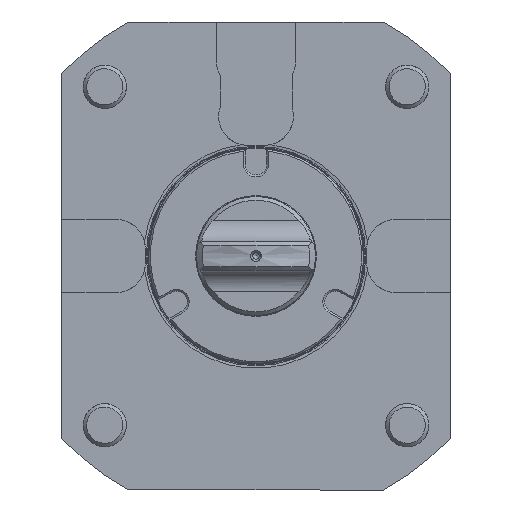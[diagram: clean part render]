
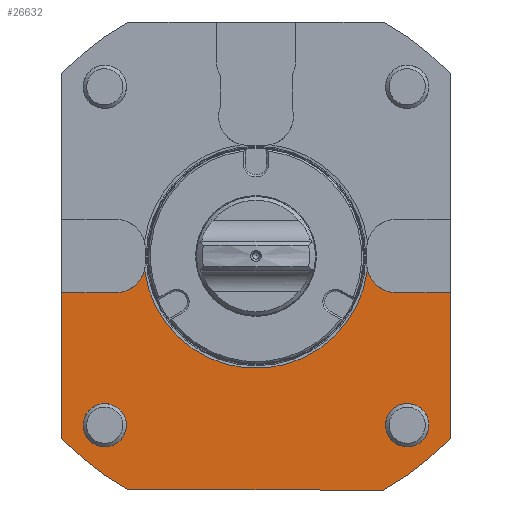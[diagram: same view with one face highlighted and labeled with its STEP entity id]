
A CAD part, front view. The second image highlights one B-rep face of the part: STEP entity #26632.
In plain terms, the highlighted planar face has unit normal (0, -1, 0).
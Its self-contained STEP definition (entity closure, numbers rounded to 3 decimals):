
#28 = DIRECTION ( 'NONE',  ( 0., -1., 0. ) ) ;
#107 = ORIENTED_EDGE ( 'NONE', *, *, #7469, .F. ) ;
#325 = CARTESIAN_POINT ( 'NONE',  ( 38.75, 0., -10.15 ) ) ;
#573 = VERTEX_POINT ( 'NONE', #7458 ) ;
#966 = DIRECTION ( 'NONE',  ( -1., 0., 0. ) ) ;
#1127 = VERTEX_POINT ( 'NONE', #12173 ) ;
#1197 = FACE_BOUND ( 'NONE', #1574, .T. ) ;
#1236 = CARTESIAN_POINT ( 'NONE',  ( 38.75, 0., -2.15 ) ) ;
#1277 = AXIS2_PLACEMENT_3D ( 'NONE', #16799, #12321, #16229 ) ;
#1333 = DIRECTION ( 'NONE',  ( 0., 0., 1. ) ) ;
#1473 = CARTESIAN_POINT ( 'NONE',  ( 0., 0., 0. ) ) ;
#1574 = EDGE_LOOP ( 'NONE', ( #25059 ) ) ;
#1605 = CARTESIAN_POINT ( 'NONE',  ( -35.369, 0., -65. ) ) ;
#1700 = AXIS2_PLACEMENT_3D ( 'NONE', #1473, #3280, #1333 ) ;
#1949 = DIRECTION ( 'NONE',  ( 1., 0., 0. ) ) ;
#2271 = VECTOR ( 'NONE', #22219, 1000. ) ;
#2301 = CARTESIAN_POINT ( 'NONE',  ( 54., 0., 0. ) ) ;
#2442 = DIRECTION ( 'NONE',  ( 0., 0., 1. ) ) ;
#2459 = LINE ( 'NONE', #27200, #23941 ) ;
#3280 = DIRECTION ( 'NONE',  ( 0., -1., 0. ) ) ;
#3318 = VERTEX_POINT ( 'NONE', #18679 ) ;
#3382 = CIRCLE ( 'NONE', #12657, 6. ) ;
#3661 = EDGE_LOOP ( 'NONE', ( #19496 ) ) ;
#4250 = EDGE_CURVE ( 'NONE', #16761, #3318, #2459, .T. ) ;
#4439 = AXIS2_PLACEMENT_3D ( 'NONE', #20907, #25383, #27321 ) ;
#5067 = CARTESIAN_POINT ( 'NONE',  ( 0., 0., 0. ) ) ;
#5068 = FACE_BOUND ( 'NONE', #3661, .T. ) ;
#6104 = LINE ( 'NONE', #16225, #23234 ) ;
#6778 = DIRECTION ( 'NONE',  ( 0., -1., 0. ) ) ;
#6892 = VERTEX_POINT ( 'NONE', #23141 ) ;
#6920 = EDGE_CURVE ( 'NONE', #11052, #13292, #21316, .T. ) ;
#7077 = CARTESIAN_POINT ( 'NONE',  ( -38.75, 0., -10.15 ) ) ;
#7458 = CARTESIAN_POINT ( 'NONE',  ( 30.951, 0., -3.933 ) ) ;
#7469 = EDGE_CURVE ( 'NONE', #23708, #573, #22173, .T. ) ;
#7690 = DIRECTION ( 'NONE',  ( 0., 0., 1. ) ) ;
#7974 = CIRCLE ( 'NONE', #23523, 8. ) ;
#8110 = EDGE_CURVE ( 'NONE', #573, #9303, #7974, .T. ) ;
#8352 = AXIS2_PLACEMENT_3D ( 'NONE', #5067, #28, #26068 ) ;
#8366 = CARTESIAN_POINT ( 'NONE',  ( -30.951, 0., -3.933 ) ) ;
#8605 = ORIENTED_EDGE ( 'NONE', *, *, #9630, .T. ) ;
#8608 = DIRECTION ( 'NONE',  ( 1., 0., 0. ) ) ;
#8619 = ORIENTED_EDGE ( 'NONE', *, *, #15668, .T. ) ;
#9261 = CARTESIAN_POINT ( 'NONE',  ( 59.893, 0., -10.15 ) ) ;
#9303 = VERTEX_POINT ( 'NONE', #325 ) ;
#9625 = FACE_OUTER_BOUND ( 'NONE', #20247, .T. ) ;
#9630 = EDGE_CURVE ( 'NONE', #13292, #9303, #24595, .T. ) ;
#9662 = EDGE_CURVE ( 'NONE', #1127, #6892, #18292, .T. ) ;
#9761 = PLANE ( 'NONE',  #25002 ) ;
#10085 = DIRECTION ( 'NONE',  ( 0., 0., 1. ) ) ;
#10544 = CIRCLE ( 'NONE', #1277, 8. ) ;
#10595 = VERTEX_POINT ( 'NONE', #14220 ) ;
#10954 = CARTESIAN_POINT ( 'NONE',  ( 54., 0., -10.15 ) ) ;
#11052 = VERTEX_POINT ( 'NONE', #21665 ) ;
#11211 = EDGE_CURVE ( 'NONE', #6892, #21537, #6104, .T. ) ;
#11253 = ORIENTED_EDGE ( 'NONE', *, *, #8110, .F. ) ;
#11298 = VECTOR ( 'NONE', #2442, 1000. ) ;
#11337 = CARTESIAN_POINT ( 'NONE',  ( -54., 0., 0. ) ) ;
#11556 = ORIENTED_EDGE ( 'NONE', *, *, #4250, .T. ) ;
#11866 = CIRCLE ( 'NONE', #1700, 74. ) ;
#11983 = VECTOR ( 'NONE', #966, 1000. ) ;
#12173 = CARTESIAN_POINT ( 'NONE',  ( -54., 0., -50.596 ) ) ;
#12254 = VERTEX_POINT ( 'NONE', #25096 ) ;
#12319 = CIRCLE ( 'NONE', #8352, 74. ) ;
#12321 = DIRECTION ( 'NONE',  ( 0., 1., 0. ) ) ;
#12657 = AXIS2_PLACEMENT_3D ( 'NONE', #14197, #22299, #24799 ) ;
#13292 = VERTEX_POINT ( 'NONE', #10954 ) ;
#14197 = CARTESIAN_POINT ( 'NONE',  ( 42., 0., -47. ) ) ;
#14220 = CARTESIAN_POINT ( 'NONE',  ( 48., 0., -47. ) ) ;
#15621 = CARTESIAN_POINT ( 'NONE',  ( 0., 0., 0. ) ) ;
#15643 = AXIS2_PLACEMENT_3D ( 'NONE', #17091, #6778, #8608 ) ;
#15668 = EDGE_CURVE ( 'NONE', #23708, #21537, #10544, .T. ) ;
#15838 = EDGE_CURVE ( 'NONE', #3318, #11052, #12319, .T. ) ;
#15934 = EDGE_CURVE ( 'NONE', #1127, #16761, #11866, .T. ) ;
#16225 = CARTESIAN_POINT ( 'NONE',  ( -59.893, 0., -10.15 ) ) ;
#16229 = DIRECTION ( 'NONE',  ( 0., 0., -1. ) ) ;
#16620 = DIRECTION ( 'NONE',  ( 1., 0., 0. ) ) ;
#16761 = VERTEX_POINT ( 'NONE', #1605 ) ;
#16799 = CARTESIAN_POINT ( 'NONE',  ( -38.75, 0., -2.15 ) ) ;
#16868 = ORIENTED_EDGE ( 'NONE', *, *, #15934, .T. ) ;
#17091 = CARTESIAN_POINT ( 'NONE',  ( -42., 0., -47. ) ) ;
#18095 = DIRECTION ( 'NONE',  ( 0., -1., 0. ) ) ;
#18292 = LINE ( 'NONE', #11337, #2271 ) ;
#18408 = DIRECTION ( 'NONE',  ( 0., -1., 0. ) ) ;
#18535 = ORIENTED_EDGE ( 'NONE', *, *, #11211, .F. ) ;
#18679 = CARTESIAN_POINT ( 'NONE',  ( 35.369, 0., -65. ) ) ;
#19496 = ORIENTED_EDGE ( 'NONE', *, *, #24432, .F. ) ;
#19514 = ORIENTED_EDGE ( 'NONE', *, *, #6920, .T. ) ;
#20247 = EDGE_LOOP ( 'NONE', ( #19514, #8605, #11253, #107, #8619, #18535, #22705, #16868, #11556, #21505 ) ) ;
#20907 = CARTESIAN_POINT ( 'NONE',  ( 0., 0., 0. ) ) ;
#20984 = EDGE_CURVE ( 'NONE', #12254, #12254, #22710, .T. ) ;
#21316 = LINE ( 'NONE', #2301, #11298 ) ;
#21505 = ORIENTED_EDGE ( 'NONE', *, *, #15838, .T. ) ;
#21537 = VERTEX_POINT ( 'NONE', #7077 ) ;
#21665 = CARTESIAN_POINT ( 'NONE',  ( 54., 0., -50.596 ) ) ;
#22173 = CIRCLE ( 'NONE', #4439, 31.2 ) ;
#22219 = DIRECTION ( 'NONE',  ( 0., 0., 1. ) ) ;
#22299 = DIRECTION ( 'NONE',  ( 0., -1., 0. ) ) ;
#22705 = ORIENTED_EDGE ( 'NONE', *, *, #9662, .F. ) ;
#22710 = CIRCLE ( 'NONE', #15643, 6. ) ;
#23141 = CARTESIAN_POINT ( 'NONE',  ( -54., 0., -10.15 ) ) ;
#23234 = VECTOR ( 'NONE', #1949, 1000. ) ;
#23523 = AXIS2_PLACEMENT_3D ( 'NONE', #1236, #18408, #10085 ) ;
#23708 = VERTEX_POINT ( 'NONE', #8366 ) ;
#23941 = VECTOR ( 'NONE', #16620, 1000. ) ;
#24432 = EDGE_CURVE ( 'NONE', #10595, #10595, #3382, .T. ) ;
#24595 = LINE ( 'NONE', #9261, #11983 ) ;
#24799 = DIRECTION ( 'NONE',  ( 1., 0., 0. ) ) ;
#25002 = AXIS2_PLACEMENT_3D ( 'NONE', #15621, #18095, #7690 ) ;
#25059 = ORIENTED_EDGE ( 'NONE', *, *, #20984, .F. ) ;
#25096 = CARTESIAN_POINT ( 'NONE',  ( -36., 0., -47. ) ) ;
#25383 = DIRECTION ( 'NONE',  ( 0., -1., 0. ) ) ;
#26068 = DIRECTION ( 'NONE',  ( 0., 0., 1. ) ) ;
#26632 = ADVANCED_FACE ( 'Defeature completata1_4', ( #1197, #5068, #9625 ), #9761, .T. ) ;
#27200 = CARTESIAN_POINT ( 'NONE',  ( 0., 0., -65. ) ) ;
#27321 = DIRECTION ( 'NONE',  ( 0., 0., 1. ) ) ;
